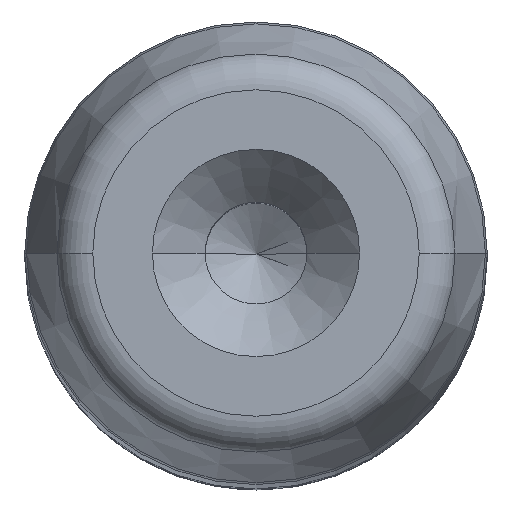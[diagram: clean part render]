
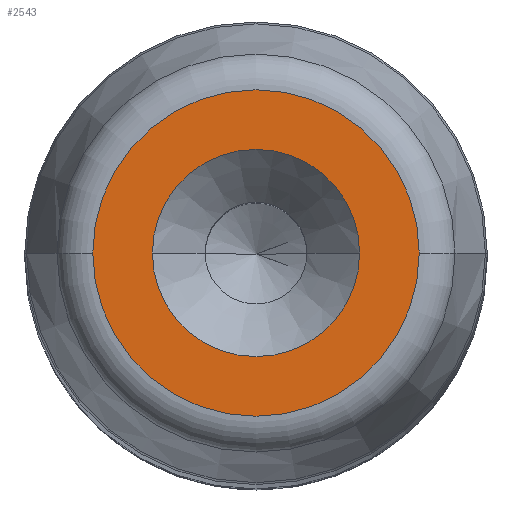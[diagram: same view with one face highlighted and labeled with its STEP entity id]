
A CAD part, top view. The second image highlights one B-rep face of the part: STEP entity #2543.
In plain terms, the highlighted planar face has unit normal (0, 0, 1).
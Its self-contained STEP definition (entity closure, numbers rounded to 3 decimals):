
#18 = CARTESIAN_POINT ( 'NONE',  ( 0., 0., 180. ) ) ;
#176 = EDGE_CURVE ( 'NONE', #1049, #2490, #929, .T. ) ;
#189 = ORIENTED_EDGE ( 'NONE', *, *, #2232, .F. ) ;
#195 = FACE_OUTER_BOUND ( 'NONE', #505, .T. ) ;
#200 = CIRCLE ( 'NONE', #2813, 8.822 ) ;
#228 = AXIS2_PLACEMENT_3D ( 'NONE', #2126, #797, #2638 ) ;
#402 = VERTEX_POINT ( 'NONE', #623 ) ;
#505 = EDGE_LOOP ( 'NONE', ( #1018, #654 ) ) ;
#507 = DIRECTION ( 'NONE',  ( 1., 0., 0. ) ) ;
#565 = FACE_BOUND ( 'NONE', #730, .T. ) ;
#623 = CARTESIAN_POINT ( 'NONE',  ( 8.822, 0., 180. ) ) ;
#654 = ORIENTED_EDGE ( 'NONE', *, *, #1057, .T. ) ;
#662 = DIRECTION ( 'NONE',  ( 0., 0., 1. ) ) ;
#730 = EDGE_LOOP ( 'NONE', ( #189, #2725 ) ) ;
#797 = DIRECTION ( 'NONE',  ( 0., 0., 1. ) ) ;
#894 = AXIS2_PLACEMENT_3D ( 'NONE', #2917, #1067, #1517 ) ;
#929 = CIRCLE ( 'NONE', #2855, 5.6 ) ;
#932 = DIRECTION ( 'NONE',  ( 1., 0., 0. ) ) ;
#949 = DIRECTION ( 'NONE',  ( 0., 0., 1. ) ) ;
#1008 = EDGE_CURVE ( 'NONE', #402, #1750, #200, .T. ) ;
#1018 = ORIENTED_EDGE ( 'NONE', *, *, #1008, .T. ) ;
#1049 = VERTEX_POINT ( 'NONE', #1188 ) ;
#1057 = EDGE_CURVE ( 'NONE', #1750, #402, #1509, .T. ) ;
#1067 = DIRECTION ( 'NONE',  ( 0., 0., 1. ) ) ;
#1118 = CARTESIAN_POINT ( 'NONE',  ( 0., 0., 180. ) ) ;
#1188 = CARTESIAN_POINT ( 'NONE',  ( -5.6, 0., 180. ) ) ;
#1234 = DIRECTION ( 'NONE',  ( 0., 0., 1. ) ) ;
#1306 = CARTESIAN_POINT ( 'NONE',  ( 5.6, 0., 180. ) ) ;
#1509 = CIRCLE ( 'NONE', #1957, 8.822 ) ;
#1517 = DIRECTION ( 'NONE',  ( 1., 0., 0. ) ) ;
#1697 = CARTESIAN_POINT ( 'NONE',  ( -8.822, 0., 180. ) ) ;
#1750 = VERTEX_POINT ( 'NONE', #1697 ) ;
#1957 = AXIS2_PLACEMENT_3D ( 'NONE', #18, #949, #507 ) ;
#2126 = CARTESIAN_POINT ( 'NONE',  ( 0., 0., 180. ) ) ;
#2204 = PLANE ( 'NONE',  #894 ) ;
#2232 = EDGE_CURVE ( 'NONE', #2490, #1049, #2956, .T. ) ;
#2397 = CARTESIAN_POINT ( 'NONE',  ( 0., 0., 180. ) ) ;
#2490 = VERTEX_POINT ( 'NONE', #1306 ) ;
#2543 = ADVANCED_FACE ( 'NONE', ( #195, #565 ), #2204, .T. ) ;
#2638 = DIRECTION ( 'NONE',  ( 1., 0., 0. ) ) ;
#2725 = ORIENTED_EDGE ( 'NONE', *, *, #176, .F. ) ;
#2813 = AXIS2_PLACEMENT_3D ( 'NONE', #1118, #662, #932 ) ;
#2839 = DIRECTION ( 'NONE',  ( 1., 0., 0. ) ) ;
#2855 = AXIS2_PLACEMENT_3D ( 'NONE', #2397, #1234, #2839 ) ;
#2917 = CARTESIAN_POINT ( 'NONE',  ( 0., 0., 180. ) ) ;
#2956 = CIRCLE ( 'NONE', #228, 5.6 ) ;
